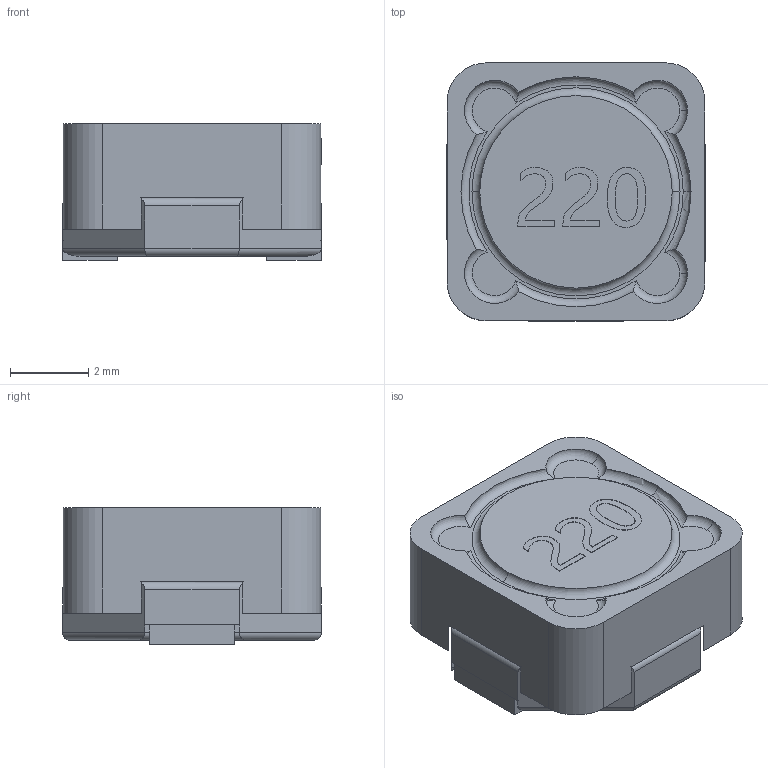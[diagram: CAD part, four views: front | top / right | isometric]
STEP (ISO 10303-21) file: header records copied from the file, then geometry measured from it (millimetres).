
FILE_DESCRIPTION (( 'STEP AP214' ), '1' );
FILE_NAME ('IND-SMD_L7.0-W6.8-H3.0.step', '2022-07-09T00:46:44', ( '' ), ( '' ), 'SwSTEP 2.0', 'SolidWorks 2020', '' );
FILE_SCHEMA (( 'AUTOMOTIVE_DESIGN' ));
Length unit declared in the file: millimetre
Products named in the file (1): IND-SMD_L7.0-W6.8-H3.0
Bounding box: 6.62 x 6.62 x 3.5 mm (x, y, z)
Volume: 135.7 mm3; surface area: 279.5 mm2
Topology: 4 solids, 4 shells, 416 faces, 1115 edges, 738 vertices
Faces by surface type: plane 243, bspline 136, cylinder 24, torus 13
Entity records: 19541 total; most frequent: CARTESIAN_POINT 6101, ORIENTED_EDGE 2230, DIRECTION 1420, EDGE_CURVE 1115, VECTOR 762, LINE 762, VERTEX_POINT 738, EDGE_LOOP 447
